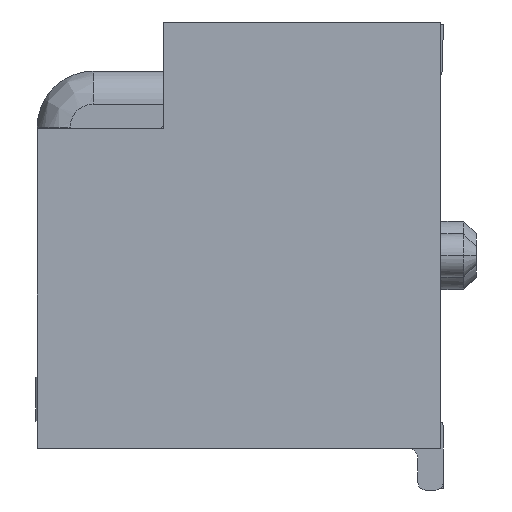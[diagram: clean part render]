
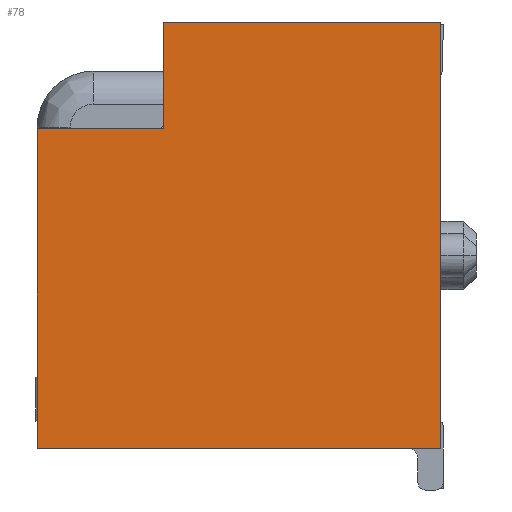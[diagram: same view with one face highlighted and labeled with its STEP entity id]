
A CAD part, left-side view. The second image highlights one B-rep face of the part: STEP entity #78.
In plain terms, the highlighted planar face has unit normal (-1, 0, 0).
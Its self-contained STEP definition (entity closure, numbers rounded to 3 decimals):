
#78=ADVANCED_FACE('',(#978),#979,.F.);
#978=FACE_OUTER_BOUND('',#2741,.T.);
#979=PLANE('',#2742);
#2741=EDGE_LOOP('',(#4716,#4717,#4718,#4719,#4720,#4721));
#2742=AXIS2_PLACEMENT_3D('',#4722,#4723,#4724);
#4716=ORIENTED_EDGE('',*,*,#12195,.F.);
#4717=ORIENTED_EDGE('',*,*,#12196,.F.);
#4718=ORIENTED_EDGE('',*,*,#12197,.F.);
#4719=ORIENTED_EDGE('',*,*,#12198,.F.);
#4720=ORIENTED_EDGE('',*,*,#12199,.F.);
#4721=ORIENTED_EDGE('',*,*,#12200,.F.);
#4722=CARTESIAN_POINT('',(-15.0,0.0,0.0));
#4723=DIRECTION('',(1.0,0.0,0.0));
#4724=DIRECTION('',(0.0,1.0,0.0));
#12195=EDGE_CURVE('',#14815,#14816,#14817,.T.);
#12196=EDGE_CURVE('',#14818,#14815,#14819,.T.);
#12197=EDGE_CURVE('',#14820,#14818,#14821,.T.);
#12198=EDGE_CURVE('',#14822,#14820,#14823,.T.);
#12199=EDGE_CURVE('',#14824,#14822,#14825,.T.);
#12200=EDGE_CURVE('',#14816,#14824,#14826,.T.);
#14815=VERTEX_POINT('',#19029);
#14816=VERTEX_POINT('',#19030);
#14817=LINE('',#19031,#19032);
#14818=VERTEX_POINT('',#19033);
#14819=LINE('',#19034,#19035);
#14820=VERTEX_POINT('',#19036);
#14821=LINE('',#19037,#19038);
#14822=VERTEX_POINT('',#19039);
#14823=LINE('',#19040,#19041);
#14824=VERTEX_POINT('',#19042);
#14825=LINE('',#19043,#19044);
#14826=LINE('',#19045,#19046);
#19029=CARTESIAN_POINT('',(-15.0,1.495,0.0));
#19030=CARTESIAN_POINT('',(-15.0,-3.975,0.0));
#19031=CARTESIAN_POINT('',(-15.0,1.495,0.0));
#19032=VECTOR('',#24881,5.47);
#19033=CARTESIAN_POINT('',(-15.0,1.495,-2.1));
#19034=CARTESIAN_POINT('',(-15.0,1.495,-2.1));
#19035=VECTOR('',#24882,2.1);
#19036=CARTESIAN_POINT('',(-15.0,3.975,-2.1));
#19037=CARTESIAN_POINT('',(-15.0,3.975,-2.1));
#19038=VECTOR('',#24883,2.48);
#19039=CARTESIAN_POINT('',(-15.0,3.975,-8.4));
#19040=CARTESIAN_POINT('',(-15.0,3.975,-8.4));
#19041=VECTOR('',#24884,6.3);
#19042=CARTESIAN_POINT('',(-15.0,-3.975,-8.4));
#19043=CARTESIAN_POINT('',(-15.0,-3.975,-8.4));
#19044=VECTOR('',#24885,7.95);
#19045=CARTESIAN_POINT('',(-15.0,-3.975,0.0));
#19046=VECTOR('',#24886,8.4);
#24881=DIRECTION('',(0.0,-1.0,0.0));
#24882=DIRECTION('',(0.0,0.0,1.0));
#24883=DIRECTION('',(0.0,-1.0,0.0));
#24884=DIRECTION('',(0.0,0.0,1.0));
#24885=DIRECTION('',(0.0,1.0,0.0));
#24886=DIRECTION('',(0.0,0.0,-1.0));
